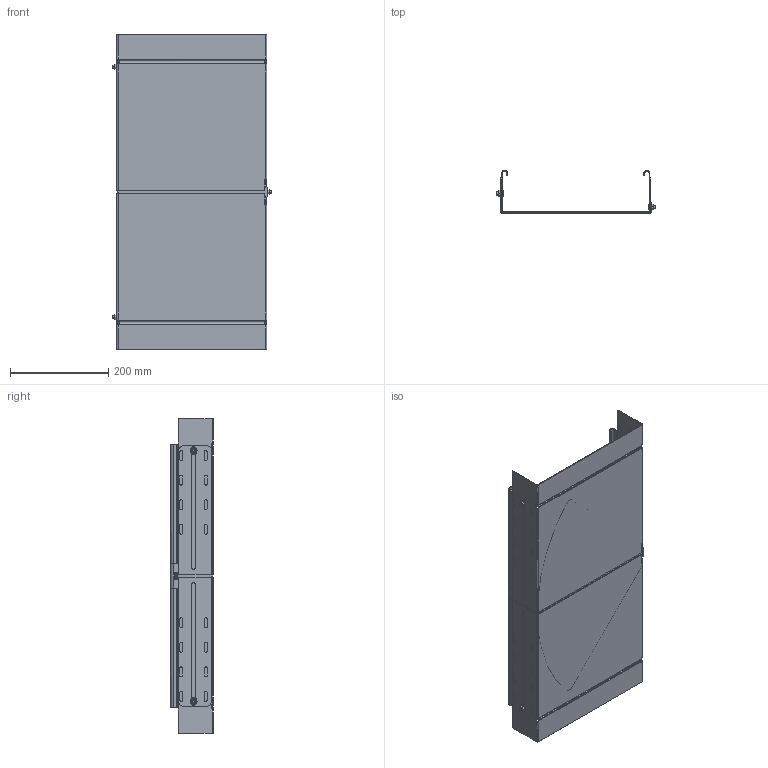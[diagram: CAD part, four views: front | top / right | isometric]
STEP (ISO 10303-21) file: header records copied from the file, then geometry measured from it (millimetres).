
FILE_DESCRIPTION(/* description */ (''),/* implementation_level */ '2;1');
FILE_NAME(/* name */ '6040606',/* time_stamp */ '2014-10-22T11:38:18+02:00',/* author */ (''),/* organization */ (''),/* preprocessor_version */ 'ST-DEVELOPER v15',/* originating_system */ '',/* authorisation */ '');
FILE_SCHEMA (('AUTOMOTIVE_DESIGN'));
Length unit declared in the file: millimetre
Products named in the file (2): Document; Block 01
Assembly tree (1 placements, depth 2):
  Document
    Block 01
Bounding box: 325 x 86.74 x 640 mm (x, y, z)
Volume: 538444.9 mm3; surface area: 872027.3 mm2
Topology: 11 solids, 14 shells, 763 faces, 1985 edges, 1233 vertices
Faces by surface type: plane 387, bspline 376
Entity records: 27611 total; most frequent: CARTESIAN_POINT 15347, ORIENTED_EDGE 3922, EDGE_CURVE 1979, B_SPLINE_CURVE_WITH_KNOTS 1347, VERTEX_POINT 1233, EDGE_LOOP 870, ADVANCED_FACE 763, FACE_OUTER_BOUND 763
